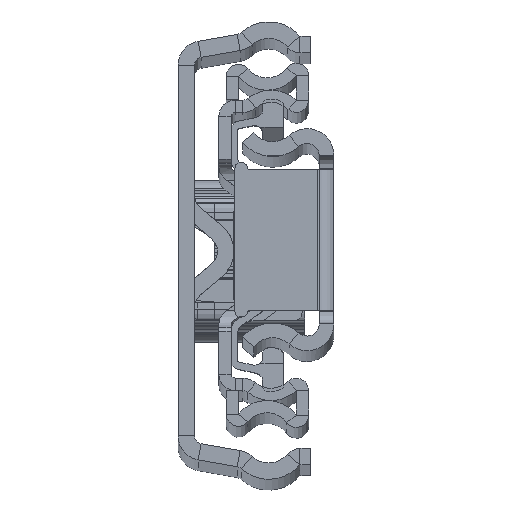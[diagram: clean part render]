
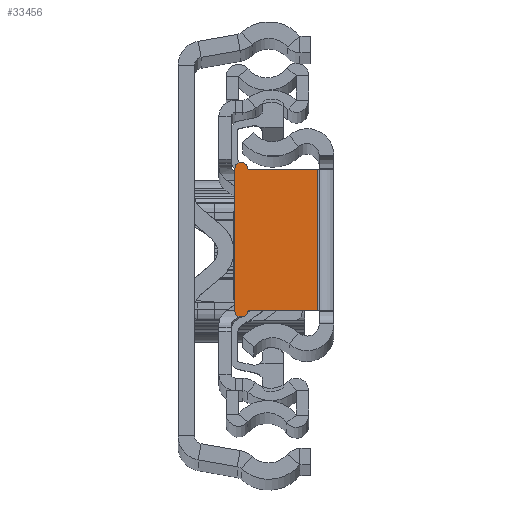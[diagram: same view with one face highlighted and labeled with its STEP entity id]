
A CAD part, top view. The second image highlights one B-rep face of the part: STEP entity #33456.
In plain terms, the highlighted planar face has unit normal (0, 0, 1).
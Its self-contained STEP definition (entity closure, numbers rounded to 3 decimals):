
#1253 = EDGE_CURVE ( 'NONE', #26432, #38954, #14415, .T. ) ;
#4280 = DIRECTION ( 'NONE',  ( 0., 1., 0. ) ) ;
#4302 = DIRECTION ( 'NONE',  ( 0., 0., 1. ) ) ;
#7998 = EDGE_CURVE ( 'NONE', #36587, #41711, #45623, .T. ) ;
#8324 = EDGE_CURVE ( 'NONE', #48159, #12800, #46306, .T. ) ;
#8863 = ORIENTED_EDGE ( 'NONE', *, *, #31234, .T. ) ;
#9075 = CARTESIAN_POINT ( 'NONE',  ( -10.5, 8.65, 0. ) ) ;
#10589 = CARTESIAN_POINT ( 'NONE',  ( -11.35, -8.65, 0. ) ) ;
#11368 = DIRECTION ( 'NONE',  ( 0., 1., 0. ) ) ;
#12101 = ORIENTED_EDGE ( 'NONE', *, *, #1253, .F. ) ;
#12242 = VECTOR ( 'NONE', #23558, 1000. ) ;
#12465 = VECTOR ( 'NONE', #4280, 1000. ) ;
#12800 = VERTEX_POINT ( 'NONE', #32822 ) ;
#13744 = VECTOR ( 'NONE', #18181, 1000. ) ;
#14341 = CARTESIAN_POINT ( 'NONE',  ( -11.35, 8.65, 0. ) ) ;
#14415 = LINE ( 'NONE', #44683, #13744 ) ;
#17074 = ORIENTED_EDGE ( 'NONE', *, *, #39820, .T. ) ;
#17260 = CARTESIAN_POINT ( 'NONE',  ( -10.5, -8.65, 0. ) ) ;
#18181 = DIRECTION ( 'NONE',  ( -1., 0., 0. ) ) ;
#18487 = ORIENTED_EDGE ( 'NONE', *, *, #7998, .F. ) ;
#19243 = AXIS2_PLACEMENT_3D ( 'NONE', #19817, #4302, #38589 ) ;
#19817 = CARTESIAN_POINT ( 'NONE',  ( 0., 0., 0. ) ) ;
#21702 = AXIS2_PLACEMENT_3D ( 'NONE', #10589, #35963, #41383 ) ;
#23060 = AXIS2_PLACEMENT_3D ( 'NONE', #14341, #30119, #40401 ) ;
#23310 = FACE_OUTER_BOUND ( 'NONE', #49386, .T. ) ;
#23558 = DIRECTION ( 'NONE',  ( 1., 0., 0. ) ) ;
#24100 = CIRCLE ( 'NONE', #21702, 0.85 ) ;
#26432 = VERTEX_POINT ( 'NONE', #28905 ) ;
#27119 = ORIENTED_EDGE ( 'NONE', *, *, #8324, .F. ) ;
#28905 = CARTESIAN_POINT ( 'NONE',  ( -2., -8.65, 0. ) ) ;
#29757 = CARTESIAN_POINT ( 'NONE',  ( -12.2, 8.65, 0. ) ) ;
#30119 = DIRECTION ( 'NONE',  ( 0., 0., 1. ) ) ;
#31234 = EDGE_CURVE ( 'NONE', #48159, #41711, #35805, .T. ) ;
#32822 = CARTESIAN_POINT ( 'NONE',  ( -2., 8.65, 0. ) ) ;
#33456 = ADVANCED_FACE ( 'NONE', ( #23310 ), #38839, .T. ) ;
#33822 = LINE ( 'NONE', #38074, #12465 ) ;
#34649 = CARTESIAN_POINT ( 'NONE',  ( -12.2, 8.65, 0. ) ) ;
#35805 = CIRCLE ( 'NONE', #23060, 0.85 ) ;
#35963 = DIRECTION ( 'NONE',  ( 0., 0., 1. ) ) ;
#36587 = VERTEX_POINT ( 'NONE', #39933 ) ;
#38074 = CARTESIAN_POINT ( 'NONE',  ( -2., 0., 0. ) ) ;
#38589 = DIRECTION ( 'NONE',  ( 1., 0., 0. ) ) ;
#38839 = PLANE ( 'NONE',  #19243 ) ;
#38954 = VERTEX_POINT ( 'NONE', #17260 ) ;
#39820 = EDGE_CURVE ( 'NONE', #36587, #38954, #24100, .T. ) ;
#39933 = CARTESIAN_POINT ( 'NONE',  ( -12.2, -8.65, 0. ) ) ;
#40401 = DIRECTION ( 'NONE',  ( 1., 0., 0. ) ) ;
#41383 = DIRECTION ( 'NONE',  ( -1., 0., 0. ) ) ;
#41711 = VERTEX_POINT ( 'NONE', #29757 ) ;
#41848 = CARTESIAN_POINT ( 'NONE',  ( -1.8, 8.65, 0. ) ) ;
#44208 = VECTOR ( 'NONE', #11368, 1000. ) ;
#44683 = CARTESIAN_POINT ( 'NONE',  ( -12.2, -8.65, 0. ) ) ;
#45623 = LINE ( 'NONE', #34649, #44208 ) ;
#46306 = LINE ( 'NONE', #41848, #12242 ) ;
#46500 = EDGE_CURVE ( 'NONE', #26432, #12800, #33822, .T. ) ;
#48159 = VERTEX_POINT ( 'NONE', #9075 ) ;
#48657 = ORIENTED_EDGE ( 'NONE', *, *, #46500, .T. ) ;
#49386 = EDGE_LOOP ( 'NONE', ( #18487, #17074, #12101, #48657, #27119, #8863 ) ) ;
